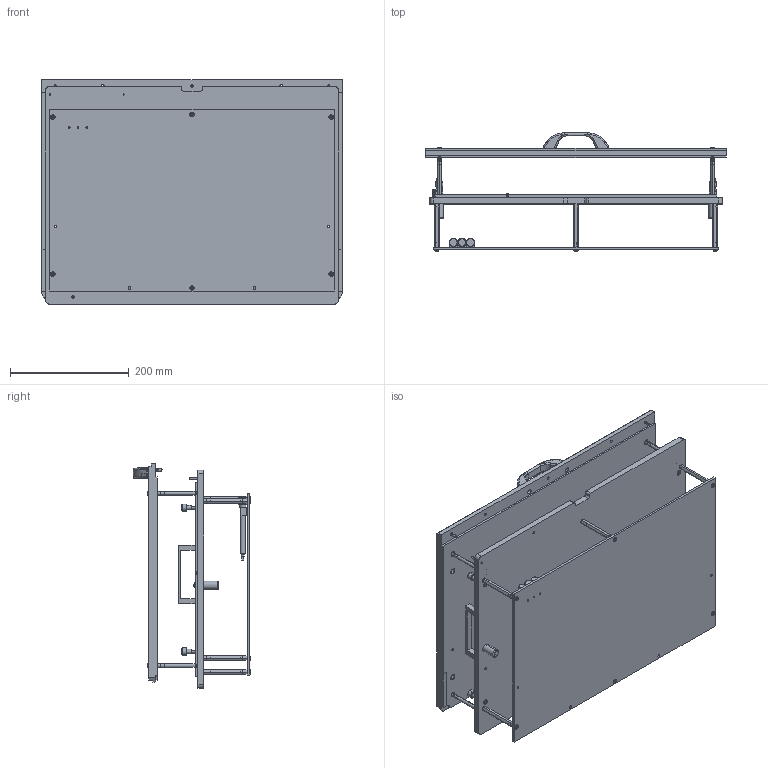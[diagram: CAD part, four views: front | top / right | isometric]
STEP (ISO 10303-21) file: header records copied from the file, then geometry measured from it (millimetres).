
FILE_DESCRIPTION (( 'STEP AP203' ), '1' );
FILE_NAME ('INGUN_45980-KIT.STEP', '2023-07-27T09:34:52', ( '' ), ( '' ), 'SwSTEP 2.0', 'SolidWorks 2021', '' );
FILE_SCHEMA (( 'CONFIG_CONTROL_DESIGN' ));
Length unit declared in the file: millimetre
Products named in the file (33): ISO7380~n_M04,0x020; DIN6325~n_03,0m6x024; 45716~1_flexibel <S>; ISO7380~n_M03,0x006; 43627~0_Hub 22,5mm<Standard>; Gewindebuchse~n_M04-09,5 offen; 45875~3_S; DIN912~n_M03,0x012; DIN6325~n_03,0m6x016; DIN7991~n_M03,0x006; 32457~0_S; SKB-II~skii_M4,0x73 St; 2393~0_S; 41369~1_S; 112908~1_S; 46869~0_S; 46010~4_S; 1607~1; INGUN_45980-KIT; 2196~6; DIN7979~n_04,0m6x020M3; 41367~6_S; DIN125~n_03,2 M03,0; 45876~3; 46010~4; 45879~2_S; 113166~0_S; Gewindebuchse~n_M05-03,9 offen; ISO7380~n_M04,0x012; 45909~3_ICT Stellung (kontaktiert)  <S>; 2229~6; 3699~0
Assembly tree (83 placements, depth 4):
  INGUN_45980-KIT
    45909~3_ICT Stellung (kontaktiert)  <S>
      46010~4_S
        46010~4
        Gewindebuchse~n_M04-09,5 offen  x4
      45875~3_S
        45875~3_S
        Gewindebuchse~n_M05-03,9 offen  x3
      45876~3
      43627~0_Hub 22,5mm<Standard>  x6
      2196~6  x2
      2229~6  x2
      46869~0_S  x4
      1607~1  x2
      113166~0_S
        3699~0
      SKB-II~skii_M4,0x73 St  x6
      41367~6_S  x3
      ISO7380~n_M04,0x012  x16
      DIN6325~n_03,0m6x016
      DIN6325~n_03,0m6x024
      DIN7991~n_M03,0x006  x3
    45879~2_S
      45716~1_flexibel <S>
        32457~0_S
        DIN7979~n_04,0m6x020M3  x2
        ISO7380~n_M03,0x006  x2
        41369~1_S  x4
        ISO7380~n_M04,0x020  x4
        DIN912~n_M03,0x012  x2
        2393~0_S  x2
        DIN125~n_03,2 M03,0  x2
      112908~1_S
Bounding box: 506 x 198.2 x 377 mm (x, y, z)
Volume: 5809490.2 mm3; surface area: 1468443.5 mm2
Topology: 77 solids, 77 shells, 2843 faces, 6664 edges, 4286 vertices
Faces by surface type: plane 1300, cylinder 1047, cone 320, torus 108, bspline 56, sphere 12
Entity records: 44580 total; most frequent: CARTESIAN_POINT 13262, DIRECTION 5850, ORIENTED_EDGE 5168, EDGE_CURVE 2584, AXIS2_PLACEMENT_3D 2298, VERTEX_POINT 1675, EDGE_LOOP 1377, VECTOR 1254
